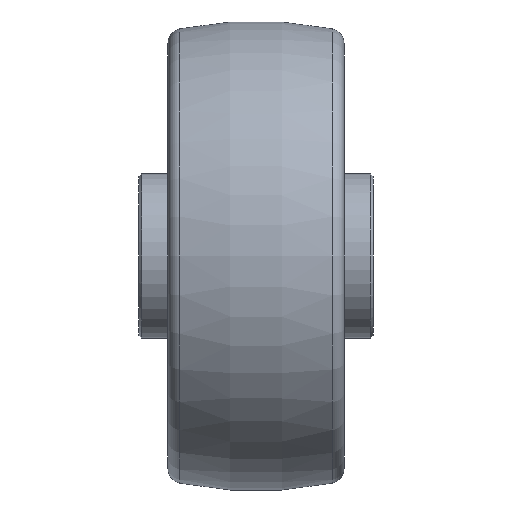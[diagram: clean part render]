
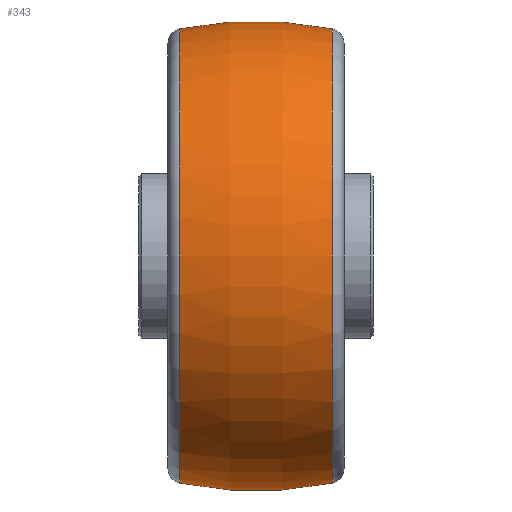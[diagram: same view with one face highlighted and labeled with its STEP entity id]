
A CAD part, left-side view. The second image highlights one B-rep face of the part: STEP entity #343.
In plain terms, the highlighted toroidal (fillet/blend) face has major radius 25.161 mm and minor radius 65.161 mm.
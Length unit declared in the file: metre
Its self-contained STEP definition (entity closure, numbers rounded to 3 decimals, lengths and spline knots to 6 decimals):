
#343=ADVANCED_FACE('1:4040',(#542),#543,.T.);
#542=FACE_OUTER_BOUND('',#879,.T.);
#543=TOROIDAL_SURFACE('',#880,-0.025161,0.065161);
#879=EDGE_LOOP('',(#1240,#1241,#1242,#1243));
#880=AXIS2_PLACEMENT_3D('',#1244,#1245,#1246);
#1240=ORIENTED_EDGE('',*,*,#2465,.T.);
#1241=ORIENTED_EDGE('',*,*,#2473,.F.);
#1242=ORIENTED_EDGE('',*,*,#2467,.T.);
#1243=ORIENTED_EDGE('',*,*,#2471,.T.);
#1244=CARTESIAN_POINT('',(0.0,0.,0.0));
#1245=DIRECTION('',(0.0,1.0,0.));
#1246=DIRECTION('',(-0.0,0.,1.0));
#2465=EDGE_CURVE('',#2874,#2866,#2875,.T.);
#2467=EDGE_CURVE('',#2869,#2876,#2878,.T.);
#2471=EDGE_CURVE('1:4055',#2876,#2874,#2884,.T.);
#2473=EDGE_CURVE('1:4061',#2869,#2866,#2886,.T.);
#2866=VERTEX_POINT('',#3506);
#2869=VERTEX_POINT('',#3509);
#2874=VERTEX_POINT('',#3514);
#2875=CIRCLE('',#3515,0.065161);
#2876=VERTEX_POINT('',#3516);
#2878=CIRCLE('',#3518,0.065161);
#2884=CIRCLE('',#3524,0.03869);
#2886=CIRCLE('',#3526,0.03869);
#3506=CARTESIAN_POINT('',(0.0,0.012999,0.03869));
#3509=CARTESIAN_POINT('',(0.,0.012999,-0.03869));
#3514=CARTESIAN_POINT('',(0.0,-0.012999,0.03869));
#3515=AXIS2_PLACEMENT_3D('',#4344,#4345,#4346);
#3516=CARTESIAN_POINT('',(0.,-0.012999,-0.03869));
#3518=AXIS2_PLACEMENT_3D('',#4350,#4351,#4352);
#3524=AXIS2_PLACEMENT_3D('',#4362,#4363,#4364);
#3526=AXIS2_PLACEMENT_3D('',#4368,#4369,#4370);
#4344=CARTESIAN_POINT('',(0.,0.,-0.025161));
#4345=DIRECTION('',(-1.0,0.,0.));
#4346=DIRECTION('',(0.,0.,1.0));
#4350=CARTESIAN_POINT('',(0.,0.,0.025161));
#4351=DIRECTION('',(-1.0,0.,0.));
#4352=DIRECTION('',(0.,0.,-1.0));
#4362=CARTESIAN_POINT('',(0.0,-0.012999,0.));
#4363=DIRECTION('',(0.0,1.0,0.));
#4364=DIRECTION('',(0.0,0.,1.0));
#4368=CARTESIAN_POINT('',(0.0,0.012999,0.));
#4369=DIRECTION('',(0.0,1.0,0.));
#4370=DIRECTION('',(0.0,0.,1.0));
